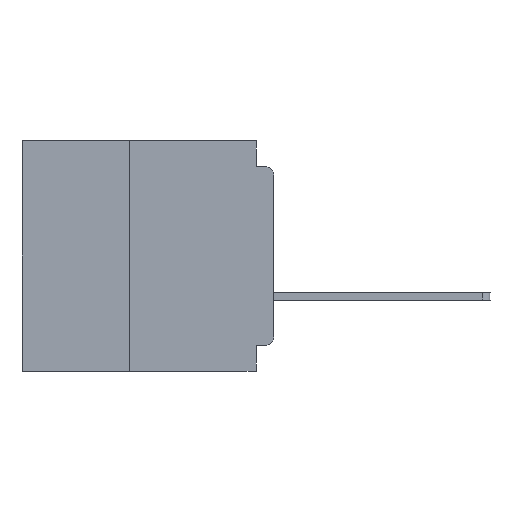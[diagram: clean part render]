
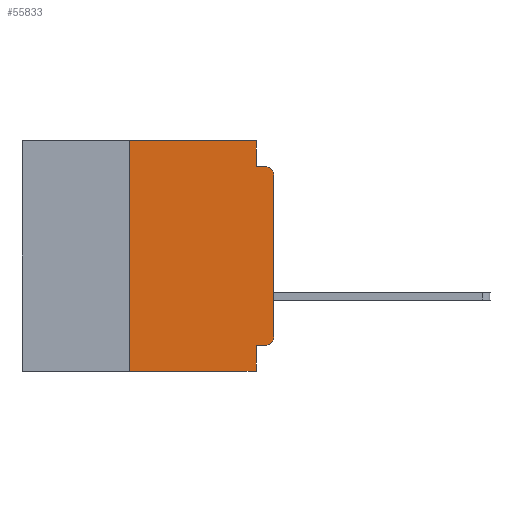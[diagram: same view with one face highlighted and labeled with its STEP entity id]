
A CAD part, left-side view. The second image highlights one B-rep face of the part: STEP entity #55833.
In plain terms, the highlighted planar face has unit normal (-1, 0, 0).
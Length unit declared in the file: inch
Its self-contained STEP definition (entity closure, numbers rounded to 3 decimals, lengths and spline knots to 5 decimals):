
#642 = DIRECTION ( 'NONE',  ( 0., 0., -1. ) ) ;
#714 = DIRECTION ( 'NONE',  ( -1., 0., 0. ) ) ;
#798 = CARTESIAN_POINT ( 'NONE',  ( 0., 0.015, -0.06 ) ) ;
#979 = VECTOR ( 'NONE', #35671, 39.37008 ) ;
#2157 = CARTESIAN_POINT ( 'NONE',  ( 0., 0.031, 0. ) ) ;
#3347 = VERTEX_POINT ( 'NONE', #24892 ) ;
#3533 = EDGE_CURVE ( 'NONE', #3347, #19878, #41972, .T. ) ;
#3978 = VECTOR ( 'NONE', #4728, 39.37008 ) ;
#4205 = CARTESIAN_POINT ( 'NONE',  ( 0., 0., -0.045 ) ) ;
#4728 = DIRECTION ( 'NONE',  ( 0., -1., 0. ) ) ;
#4730 = VERTEX_POINT ( 'NONE', #27298 ) ;
#4859 = CARTESIAN_POINT ( 'NONE',  ( 0., 0.437, 0. ) ) ;
#5287 = VECTOR ( 'NONE', #38542, 39.37008 ) ;
#5907 = ORIENTED_EDGE ( 'NONE', *, *, #3533, .T. ) ;
#6673 = EDGE_CURVE ( 'NONE', #38667, #50553, #16031, .T. ) ;
#7133 = DIRECTION ( 'NONE',  ( 0., 1., 0. ) ) ;
#7470 = CARTESIAN_POINT ( 'NONE',  ( 0., 0., -0.355 ) ) ;
#7482 = LINE ( 'NONE', #16993, #19485 ) ;
#8593 = EDGE_CURVE ( 'NONE', #53316, #10598, #43008, .T. ) ;
#9312 = CIRCLE ( 'NONE', #29634, 0.015 ) ;
#10598 = VERTEX_POINT ( 'NONE', #52806 ) ;
#11808 = CARTESIAN_POINT ( 'NONE',  ( 0., 0.25, -0.4 ) ) ;
#13052 = CARTESIAN_POINT ( 'NONE',  ( 0., 0.015, -0.34 ) ) ;
#13131 = DIRECTION ( 'NONE',  ( 0., 0., -1. ) ) ;
#14394 = DIRECTION ( 'NONE',  ( 0., 0., -1. ) ) ;
#14596 = CARTESIAN_POINT ( 'NONE',  ( 0., 0.031, -0.4 ) ) ;
#15383 = EDGE_CURVE ( 'NONE', #4730, #19878, #35525, .T. ) ;
#16031 = LINE ( 'NONE', #4859, #3978 ) ;
#16440 = DIRECTION ( 'NONE',  ( 0., -1., 0. ) ) ;
#16993 = CARTESIAN_POINT ( 'NONE',  ( 0., 0., 0. ) ) ;
#17368 = LINE ( 'NONE', #55967, #5287 ) ;
#17581 = DIRECTION ( 'NONE',  ( 0., 0., -1. ) ) ;
#18119 = VERTEX_POINT ( 'NONE', #11808 ) ;
#19025 = ORIENTED_EDGE ( 'NONE', *, *, #56402, .T. ) ;
#19485 = VECTOR ( 'NONE', #48143, 39.37008 ) ;
#19506 = AXIS2_PLACEMENT_3D ( 'NONE', #798, #714, #642 ) ;
#19640 = VECTOR ( 'NONE', #16440, 39.37008 ) ;
#19708 = ORIENTED_EDGE ( 'NONE', *, *, #26445, .T. ) ;
#19878 = VERTEX_POINT ( 'NONE', #21044 ) ;
#20719 = VERTEX_POINT ( 'NONE', #14596 ) ;
#20920 = VECTOR ( 'NONE', #47038, 39.37008 ) ;
#21044 = CARTESIAN_POINT ( 'NONE',  ( 0., 0.015, -0.045 ) ) ;
#22359 = LINE ( 'NONE', #2157, #20920 ) ;
#22634 = ORIENTED_EDGE ( 'NONE', *, *, #31250, .F. ) ;
#24892 = CARTESIAN_POINT ( 'NONE',  ( 0., 0., -0.06 ) ) ;
#25070 = CARTESIAN_POINT ( 'NONE',  ( 0., 0.031, 0. ) ) ;
#26445 = EDGE_CURVE ( 'NONE', #18119, #20719, #31520, .T. ) ;
#27298 = CARTESIAN_POINT ( 'NONE',  ( 0., 0.031, -0.045 ) ) ;
#28181 = ORIENTED_EDGE ( 'NONE', *, *, #56629, .F. ) ;
#29634 = AXIS2_PLACEMENT_3D ( 'NONE', #13052, #44274, #17581 ) ;
#30645 = VECTOR ( 'NONE', #14394, 39.37008 ) ;
#30944 = CARTESIAN_POINT ( 'NONE',  ( 0., 0.437, 0. ) ) ;
#31250 = EDGE_CURVE ( 'NONE', #10598, #20719, #32044, .T. ) ;
#31520 = LINE ( 'NONE', #34238, #19640 ) ;
#32044 = LINE ( 'NONE', #45635, #30645 ) ;
#32558 = EDGE_LOOP ( 'NONE', ( #19025, #5907, #50041, #53421, #34036, #28181, #19708, #22634, #46831, #38196 ) ) ;
#33365 = EDGE_CURVE ( 'NONE', #53316, #39455, #9312, .T. ) ;
#34036 = ORIENTED_EDGE ( 'NONE', *, *, #6673, .F. ) ;
#34238 = CARTESIAN_POINT ( 'NONE',  ( 0., 0.437, -0.4 ) ) ;
#35525 = LINE ( 'NONE', #4205, #979 ) ;
#35671 = DIRECTION ( 'NONE',  ( 0., -1., 0. ) ) ;
#38196 = ORIENTED_EDGE ( 'NONE', *, *, #33365, .T. ) ;
#38349 = AXIS2_PLACEMENT_3D ( 'NONE', #30944, #39933, #13131 ) ;
#38454 = FACE_OUTER_BOUND ( 'NONE', #32558, .T. ) ;
#38542 = DIRECTION ( 'NONE',  ( 0., 0., 1. ) ) ;
#38667 = VERTEX_POINT ( 'NONE', #38853 ) ;
#38853 = CARTESIAN_POINT ( 'NONE',  ( 0., 0.25, 0. ) ) ;
#39455 = VERTEX_POINT ( 'NONE', #57346 ) ;
#39933 = DIRECTION ( 'NONE',  ( 1., 0., 0. ) ) ;
#41972 = CIRCLE ( 'NONE', #19506, 0.015 ) ;
#43008 = LINE ( 'NONE', #7470, #53296 ) ;
#44164 = PLANE ( 'NONE',  #38349 ) ;
#44274 = DIRECTION ( 'NONE',  ( -1., 0., 0. ) ) ;
#44722 = EDGE_CURVE ( 'NONE', #50553, #4730, #22359, .T. ) ;
#45635 = CARTESIAN_POINT ( 'NONE',  ( 0., 0.031, -0.4 ) ) ;
#46598 = CARTESIAN_POINT ( 'NONE',  ( 0., 0.015, -0.355 ) ) ;
#46831 = ORIENTED_EDGE ( 'NONE', *, *, #8593, .F. ) ;
#47038 = DIRECTION ( 'NONE',  ( 0., 0., -1. ) ) ;
#48143 = DIRECTION ( 'NONE',  ( 0., 0., 1. ) ) ;
#50041 = ORIENTED_EDGE ( 'NONE', *, *, #15383, .F. ) ;
#50553 = VERTEX_POINT ( 'NONE', #25070 ) ;
#52806 = CARTESIAN_POINT ( 'NONE',  ( 0., 0.031, -0.355 ) ) ;
#53296 = VECTOR ( 'NONE', #7133, 39.37008 ) ;
#53316 = VERTEX_POINT ( 'NONE', #46598 ) ;
#53421 = ORIENTED_EDGE ( 'NONE', *, *, #44722, .F. ) ;
#55833 = ADVANCED_FACE ( 'NONE', ( #38454 ), #44164, .F. ) ;
#55967 = CARTESIAN_POINT ( 'NONE',  ( 0., 0.25, -0.4 ) ) ;
#56402 = EDGE_CURVE ( 'NONE', #39455, #3347, #7482, .T. ) ;
#56629 = EDGE_CURVE ( 'NONE', #18119, #38667, #17368, .T. ) ;
#57346 = CARTESIAN_POINT ( 'NONE',  ( 0., 0., -0.34 ) ) ;
